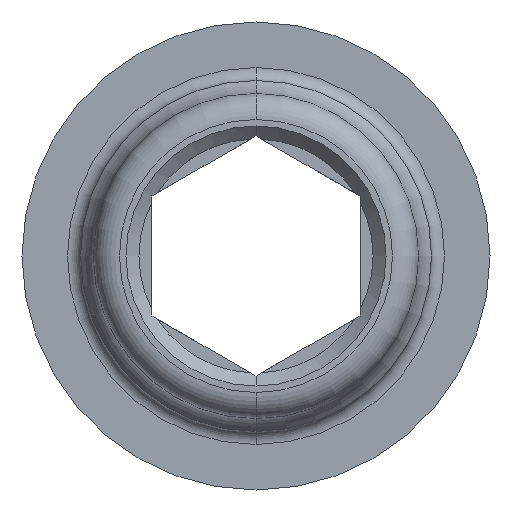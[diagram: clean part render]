
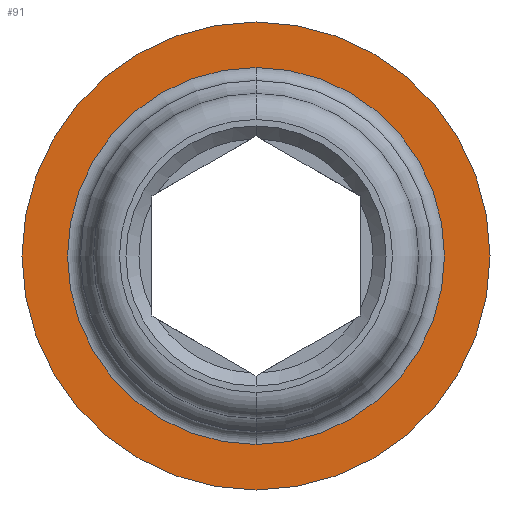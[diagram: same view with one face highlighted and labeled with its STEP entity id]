
A CAD part, front view. The second image highlights one B-rep face of the part: STEP entity #91.
In plain terms, the highlighted planar face has unit normal (0, -1, 0).
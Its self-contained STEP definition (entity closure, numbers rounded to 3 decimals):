
#3 = EDGE_CURVE ( 'NONE', #1569, #1542, #1196, .T. ) ;
#62 = EDGE_CURVE ( 'NONE', #1554, #1525, #593, .T. ) ;
#91 = ADVANCED_FACE ( 'NONE', ( #151, #161 ), #169, .T. ) ;
#151 = FACE_BOUND ( 'NONE', #793, .T. ) ;
#156 = DIRECTION ( 'NONE',  ( 0., -1., 0. ) ) ;
#159 = DIRECTION ( 'NONE',  ( 0., 0., -1. ) ) ;
#160 = CARTESIAN_POINT ( 'NONE',  ( -9., -2.4, 0. ) ) ;
#161 = FACE_OUTER_BOUND ( 'NONE', #763, .T. ) ;
#169 = PLANE ( 'NONE',  #649 ) ;
#264 = DIRECTION ( 'NONE',  ( 0., 0., 1. ) ) ;
#268 = DIRECTION ( 'NONE',  ( 0., 1., 0. ) ) ;
#295 = CARTESIAN_POINT ( 'NONE',  ( 0., -2.4, 0. ) ) ;
#362 = EDGE_CURVE ( 'NONE', #1525, #1554, #633, .T. ) ;
#422 = EDGE_CURVE ( 'NONE', #1542, #1569, #1659, .T. ) ;
#573 = AXIS2_PLACEMENT_3D ( 'NONE', #1392, #1383, #1384 ) ;
#593 = CIRCLE ( 'NONE', #573, 7.25 ) ;
#633 = CIRCLE ( 'NONE', #634, 7.25 ) ;
#634 = AXIS2_PLACEMENT_3D ( 'NONE', #295, #268, #264 ) ;
#649 = AXIS2_PLACEMENT_3D ( 'NONE', #160, #156, #159 ) ;
#749 = ORIENTED_EDGE ( 'NONE', *, *, #422, .F. ) ;
#754 = ORIENTED_EDGE ( 'NONE', *, *, #362, .T. ) ;
#755 = ORIENTED_EDGE ( 'NONE', *, *, #3, .F. ) ;
#760 = ORIENTED_EDGE ( 'NONE', *, *, #62, .T. ) ;
#763 = EDGE_LOOP ( 'NONE', ( #755, #749 ) ) ;
#793 = EDGE_LOOP ( 'NONE', ( #754, #760 ) ) ;
#925 = DIRECTION ( 'NONE',  ( 0., 1., 0. ) ) ;
#938 = DIRECTION ( 'NONE',  ( 0., 0., 1. ) ) ;
#950 = CARTESIAN_POINT ( 'NONE',  ( 0., -2.4, 0. ) ) ;
#1058 = CARTESIAN_POINT ( 'NONE',  ( 0., -2.4, -9. ) ) ;
#1064 = CARTESIAN_POINT ( 'NONE',  ( 0., -2.4, -7.25 ) ) ;
#1065 = CARTESIAN_POINT ( 'NONE',  ( 0., -2.4, 7.25 ) ) ;
#1075 = CARTESIAN_POINT ( 'NONE',  ( 0., -2.4, 9. ) ) ;
#1196 = CIRCLE ( 'NONE', #1220, 9. ) ;
#1220 = AXIS2_PLACEMENT_3D ( 'NONE', #1594, #1616, #1574 ) ;
#1383 = DIRECTION ( 'NONE',  ( 0., 1., 0. ) ) ;
#1384 = DIRECTION ( 'NONE',  ( 0., 0., 1. ) ) ;
#1392 = CARTESIAN_POINT ( 'NONE',  ( 0., -2.4, 0. ) ) ;
#1525 = VERTEX_POINT ( 'NONE', #1065 ) ;
#1542 = VERTEX_POINT ( 'NONE', #1058 ) ;
#1554 = VERTEX_POINT ( 'NONE', #1064 ) ;
#1569 = VERTEX_POINT ( 'NONE', #1075 ) ;
#1574 = DIRECTION ( 'NONE',  ( 0., 0., 1. ) ) ;
#1594 = CARTESIAN_POINT ( 'NONE',  ( 0., -2.4, 0. ) ) ;
#1616 = DIRECTION ( 'NONE',  ( 0., 1., 0. ) ) ;
#1659 = CIRCLE ( 'NONE', #1660, 9. ) ;
#1660 = AXIS2_PLACEMENT_3D ( 'NONE', #950, #925, #938 ) ;
